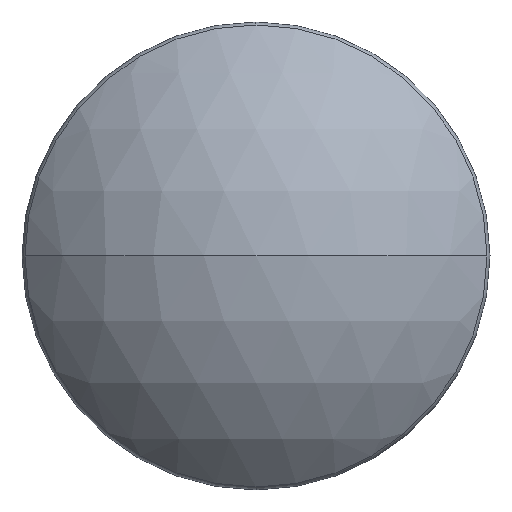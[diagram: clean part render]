
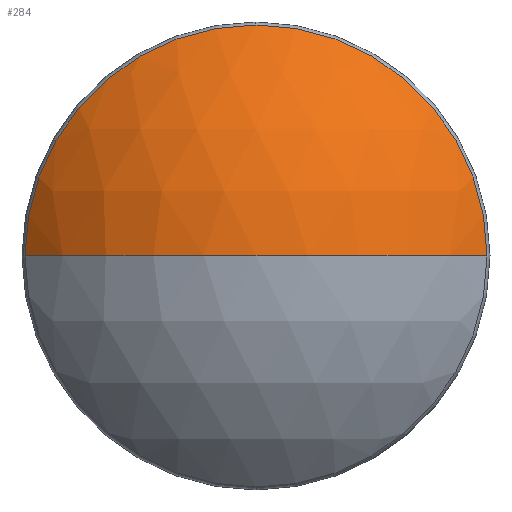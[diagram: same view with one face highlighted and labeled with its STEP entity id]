
A CAD part, left-side view. The second image highlights one B-rep face of the part: STEP entity #284.
In plain terms, the highlighted spherical face has radius 5.715 mm.
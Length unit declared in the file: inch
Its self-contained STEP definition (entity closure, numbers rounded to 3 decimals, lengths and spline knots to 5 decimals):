
#271 = ORIENTED_EDGE ( 'NONE', *, *, #278, .F. ) ;
#272 = VERTEX_POINT ( 'NONE', #2094 ) ;
#273 = VERTEX_POINT ( 'NONE', #2101 ) ;
#277 = ORIENTED_EDGE ( 'NONE', *, *, #303, .T. ) ;
#278 = EDGE_CURVE ( 'NONE', #320, #272, #2098, .T. ) ;
#284 = ADVANCED_FACE ( 'NONE', ( #1981 ), #1993, .T. ) ;
#285 = ORIENTED_EDGE ( 'NONE', *, *, #287, .F. ) ;
#287 = EDGE_CURVE ( 'NONE', #305, #273, #1983, .T. ) ;
#303 = EDGE_CURVE ( 'NONE', #305, #272, #2051, .T. ) ;
#305 = VERTEX_POINT ( 'NONE', #1925 ) ;
#306 = EDGE_CURVE ( 'NONE', #273, #320, #2038, .T. ) ;
#320 = VERTEX_POINT ( 'NONE', #2004 ) ;
#377 = EDGE_LOOP ( 'NONE', ( #285, #277, #271, #449 ) ) ;
#449 = ORIENTED_EDGE ( 'NONE', *, *, #306, .F. ) ;
#1902 = CARTESIAN_POINT ( 'NONE',  ( 0., 0., 0. ) ) ;
#1903 = AXIS2_PLACEMENT_3D ( 'NONE', #1902, #2037, #2036 ) ;
#1925 = CARTESIAN_POINT ( 'NONE',  ( -0.225, 0., 0. ) ) ;
#1933 = DIRECTION ( 'NONE',  ( 0., 1., 0. ) ) ;
#1934 = DIRECTION ( 'NONE',  ( 0., 0., -1. ) ) ;
#1935 = CARTESIAN_POINT ( 'NONE',  ( 0., 0., 0. ) ) ;
#1969 = AXIS2_PLACEMENT_3D ( 'NONE', #1935, #1934, #1933 ) ;
#1970 = DIRECTION ( 'NONE',  ( 0., 1., 0. ) ) ;
#1972 = DIRECTION ( 'NONE',  ( 0., 0., 1. ) ) ;
#1981 = FACE_OUTER_BOUND ( 'NONE', #377, .T. ) ;
#1982 = CARTESIAN_POINT ( 'NONE',  ( 0., 0., 0. ) ) ;
#1983 = CIRCLE ( 'NONE', #1969, 0.225 ) ;
#1987 = AXIS2_PLACEMENT_3D ( 'NONE', #1982, #1972, #1970 ) ;
#1989 = DIRECTION ( 'NONE',  ( 0., 0., -1. ) ) ;
#1992 = DIRECTION ( 'NONE',  ( 1., 0., 0. ) ) ;
#1993 = SPHERICAL_SURFACE ( 'NONE', #1987, 0.225 ) ;
#2004 = CARTESIAN_POINT ( 'NONE',  ( -0.14765, 0., 0.16978 ) ) ;
#2030 = DIRECTION ( 'NONE',  ( 0., 0., -1. ) ) ;
#2031 = DIRECTION ( 'NONE',  ( 1., 0., 0. ) ) ;
#2032 = CARTESIAN_POINT ( 'NONE',  ( -0.14765, 0., 0. ) ) ;
#2035 = AXIS2_PLACEMENT_3D ( 'NONE', #2032, #2031, #2030 ) ;
#2036 = DIRECTION ( 'NONE',  ( 0., -1., 0. ) ) ;
#2037 = DIRECTION ( 'NONE',  ( 0., 0., 1. ) ) ;
#2038 = CIRCLE ( 'NONE', #2035, 0.16978 ) ;
#2051 = CIRCLE ( 'NONE', #1903, 0.225 ) ;
#2093 = AXIS2_PLACEMENT_3D ( 'NONE', #2100, #1992, #1989 ) ;
#2094 = CARTESIAN_POINT ( 'NONE',  ( -0.14765, -0.16978, 0. ) ) ;
#2098 = CIRCLE ( 'NONE', #2093, 0.16978 ) ;
#2100 = CARTESIAN_POINT ( 'NONE',  ( -0.14765, 0., 0. ) ) ;
#2101 = CARTESIAN_POINT ( 'NONE',  ( -0.14765, 0.16978, 0. ) ) ;
